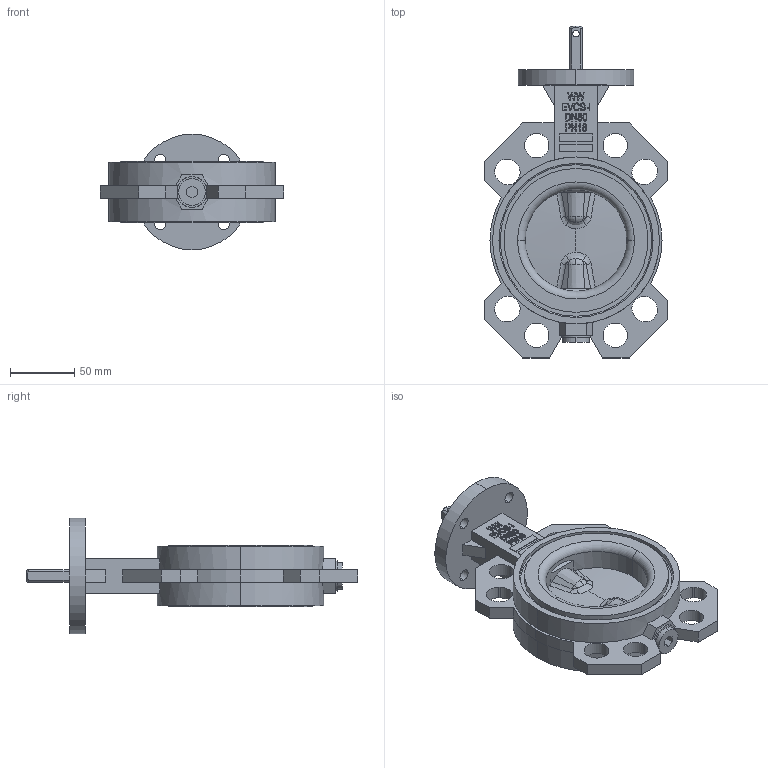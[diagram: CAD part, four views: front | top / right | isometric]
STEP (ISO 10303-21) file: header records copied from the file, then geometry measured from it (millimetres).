
FILE_DESCRIPTION (( 'STEP AP214' ), '1' );
FILE_NAME ('EVCS-i DN80 PN16 F07-L10.STEP', '2024-04-24T10:29:47', ( '' ), ( '' ), 'SwSTEP 2.0', 'SolidWorks 2015', '' );
FILE_SCHEMA (( 'AUTOMOTIVE_DESIGN' ));
Length unit declared in the file: millimetre
Products named in the file (1): EVCS-i DN80 PN16 F07-L10
Bounding box: 143 x 258.5 x 90 mm (x, y, z)
Volume: 607873.5 mm3; surface area: 104454.3 mm2
Topology: 1 solids, 1 shells, 444 faces, 1180 edges, 775 vertices
Faces by surface type: plane 233, bspline 97, cylinder 78, torus 24, cone 8, sphere 4
Entity records: 23303 total; most frequent: CARTESIAN_POINT 8587, ORIENTED_EDGE 2360, DIRECTION 1861, EDGE_CURVE 1180, VERTEX_POINT 775, VECTOR 707, LINE 707, AXIS2_PLACEMENT_3D 577
